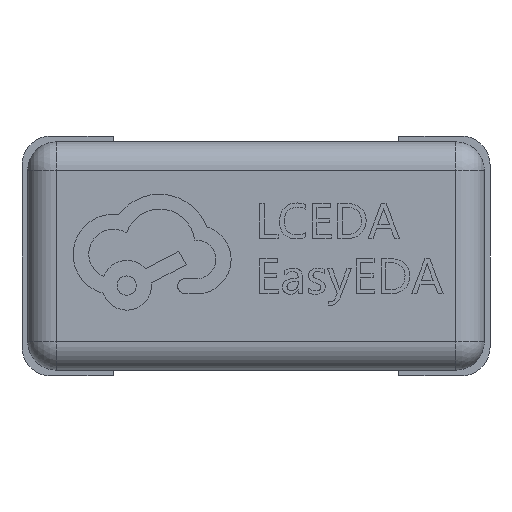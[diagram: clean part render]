
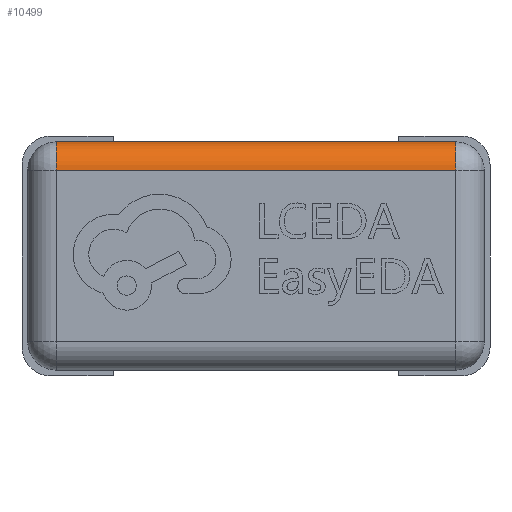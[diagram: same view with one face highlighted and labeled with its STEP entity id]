
A CAD part, left-side view. The second image highlights one B-rep face of the part: STEP entity #10499.
In plain terms, the highlighted cylindrical face has radius 0.05 mm (diameter 0.1 mm), a partial arc.
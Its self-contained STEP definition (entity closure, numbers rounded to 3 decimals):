
#60 = PLANE('',#61);
#61 = AXIS2_PLACEMENT_3D('',#62,#63,#64);
#62 = CARTESIAN_POINT('',(-0.8,-0.4,0.41)
  );
#63 = DIRECTION('',(1.,0.,0.));
#64 = DIRECTION('',(0.,1.,0.));
#1752 = EDGE_CURVE('',#1753,#1755,#1757,.T.);
#1753 = VERTEX_POINT('',#1754);
#1754 = CARTESIAN_POINT('',(-0.8,-0.35,
    0.36));
#1755 = VERTEX_POINT('',#1756);
#1756 = CARTESIAN_POINT('',(-0.8,0.35,
    0.36));
#1757 = SURFACE_CURVE('',#1758,(#1762,#1769),.PCURVE_S1.);
#1758 = LINE('',#1759,#1760);
#1759 = CARTESIAN_POINT('',(-0.8,0.4,
    0.36));
#1760 = VECTOR('',#1761,1.);
#1761 = DIRECTION('',(0.,1.,-0.));
#1762 = PCURVE('',#60,#1763);
#1763 = DEFINITIONAL_REPRESENTATION('',(#1764),#1768);
#1764 = LINE('',#1765,#1766);
#1765 = CARTESIAN_POINT('',(0.8,-0.05));
#1766 = VECTOR('',#1767,1.);
#1767 = DIRECTION('',(1.,0.));
#1768 = ( GEOMETRIC_REPRESENTATION_CONTEXT(2) 
PARAMETRIC_REPRESENTATION_CONTEXT() REPRESENTATION_CONTEXT('2D SPACE',''
  ) );
#1769 = PCURVE('',#1770,#1775);
#1770 = CYLINDRICAL_SURFACE('',#1771,0.05);
#1771 = AXIS2_PLACEMENT_3D('',#1772,#1773,#1774);
#1772 = CARTESIAN_POINT('',(-0.75,0.,
    0.36));
#1773 = DIRECTION('',(0.,1.,0.));
#1774 = DIRECTION('',(-1.,0.,0.));
#1775 = DEFINITIONAL_REPRESENTATION('',(#1776),#1780);
#1776 = LINE('',#1777,#1778);
#1777 = CARTESIAN_POINT('',(0.,0.4));
#1778 = VECTOR('',#1779,1.);
#1779 = DIRECTION('',(0.,1.));
#1780 = ( GEOMETRIC_REPRESENTATION_CONTEXT(2) 
PARAMETRIC_REPRESENTATION_CONTEXT() REPRESENTATION_CONTEXT('2D SPACE',''
  ) );
#9294 = PLANE('',#9295);
#9295 = AXIS2_PLACEMENT_3D('',#9296,#9297,#9298);
#9296 = CARTESIAN_POINT('',(0.,0.,0.41));
#9297 = DIRECTION('',(0.,0.,1.));
#9298 = DIRECTION('',(-1.,0.,0.));
#9676 = VERTEX_POINT('',#9677);
#9677 = CARTESIAN_POINT('',(-0.75,-0.35,
    0.41));
#9713 = SPHERICAL_SURFACE('',#9714,0.05);
#9714 = AXIS2_PLACEMENT_3D('',#9715,#9716,#9717);
#9715 = CARTESIAN_POINT('',(-0.75,-0.35,
    0.36));
#9716 = DIRECTION('',(0.,-1.,0.));
#9717 = DIRECTION('',(-1.,0.,0.));
#9931 = VERTEX_POINT('',#9932);
#9932 = CARTESIAN_POINT('',(-0.75,0.35,0.41
    ));
#9953 = EDGE_CURVE('',#9931,#9676,#9954,.T.);
#9954 = SURFACE_CURVE('',#9955,(#9959,#9966),.PCURVE_S1.);
#9955 = LINE('',#9956,#9957);
#9956 = CARTESIAN_POINT('',(-0.75,-0.4,
    0.41));
#9957 = VECTOR('',#9958,1.);
#9958 = DIRECTION('',(0.,-1.,0.));
#9959 = PCURVE('',#9294,#9960);
#9960 = DEFINITIONAL_REPRESENTATION('',(#9961),#9965);
#9961 = LINE('',#9962,#9963);
#9962 = CARTESIAN_POINT('',(0.75,0.4));
#9963 = VECTOR('',#9964,1.);
#9964 = DIRECTION('',(0.,1.));
#9965 = ( GEOMETRIC_REPRESENTATION_CONTEXT(2) 
PARAMETRIC_REPRESENTATION_CONTEXT() REPRESENTATION_CONTEXT('2D SPACE',''
  ) );
#9966 = PCURVE('',#1770,#9967);
#9967 = DEFINITIONAL_REPRESENTATION('',(#9968),#9972);
#9968 = LINE('',#9969,#9970);
#9969 = CARTESIAN_POINT('',(1.571,-0.4));
#9970 = VECTOR('',#9971,1.);
#9971 = DIRECTION('',(0.,-1.));
#9972 = ( GEOMETRIC_REPRESENTATION_CONTEXT(2) 
PARAMETRIC_REPRESENTATION_CONTEXT() REPRESENTATION_CONTEXT('2D SPACE',''
  ) );
#10499 = ADVANCED_FACE('',(#10500),#1770,.T.);
#10500 = FACE_BOUND('',#10501,.T.);
#10501 = EDGE_LOOP('',(#10502,#10546,#10547,#10596));
#10502 = ORIENTED_EDGE('',*,*,#10503,.F.);
#10503 = EDGE_CURVE('',#9676,#1753,#10504,.T.);
#10504 = SURFACE_CURVE('',#10505,(#10510,#10517),.PCURVE_S1.);
#10505 = CIRCLE('',#10506,0.05);
#10506 = AXIS2_PLACEMENT_3D('',#10507,#10508,#10509);
#10507 = CARTESIAN_POINT('',(-0.75,-0.35,
    0.36));
#10508 = DIRECTION('',(0.,-1.,0.));
#10509 = DIRECTION('',(0.,0.,1.));
#10510 = PCURVE('',#1770,#10511);
#10511 = DEFINITIONAL_REPRESENTATION('',(#10512),#10516);
#10512 = LINE('',#10513,#10514);
#10513 = CARTESIAN_POINT('',(1.571,-0.35));
#10514 = VECTOR('',#10515,1.);
#10515 = DIRECTION('',(-1.,0.));
#10516 = ( GEOMETRIC_REPRESENTATION_CONTEXT(2) 
PARAMETRIC_REPRESENTATION_CONTEXT() REPRESENTATION_CONTEXT('2D SPACE',''
  ) );
#10517 = PCURVE('',#9713,#10518);
#10518 = DEFINITIONAL_REPRESENTATION('',(#10519),#10545);
#10519 = B_SPLINE_CURVE_WITH_KNOTS('',3,(#10520,#10521,#10522,#10523,
    #10524,#10525,#10526,#10527,#10528,#10529,#10530,#10531,#10532,
    #10533,#10534,#10535,#10536,#10537,#10538,#10539,#10540,#10541,
    #10542,#10543,#10544),.UNSPECIFIED.,.F.,.F.,(4,1,1,1,1,1,1,1,1,1,1,1
    ,1,1,1,1,1,1,1,1,1,1,4),(0.,0.071,0.143,
    0.214,0.286,0.357,0.428,
    0.5,0.571,0.643,0.714,
    0.785,0.857,0.928,1.,
    1.071,1.142,1.214,1.285,
    1.357,1.428,1.499,1.571),
  .QUASI_UNIFORM_KNOTS.);
#10520 = CARTESIAN_POINT('',(4.712,0.));
#10521 = CARTESIAN_POINT('',(4.736,0.));
#10522 = CARTESIAN_POINT('',(4.784,0.));
#10523 = CARTESIAN_POINT('',(4.855,0.));
#10524 = CARTESIAN_POINT('',(4.927,0.));
#10525 = CARTESIAN_POINT('',(4.998,0.));
#10526 = CARTESIAN_POINT('',(5.069,0.));
#10527 = CARTESIAN_POINT('',(5.141,0.));
#10528 = CARTESIAN_POINT('',(5.212,0.));
#10529 = CARTESIAN_POINT('',(5.284,0.));
#10530 = CARTESIAN_POINT('',(5.355,0.));
#10531 = CARTESIAN_POINT('',(5.426,0.));
#10532 = CARTESIAN_POINT('',(5.498,0.));
#10533 = CARTESIAN_POINT('',(5.569,0.));
#10534 = CARTESIAN_POINT('',(5.641,0.));
#10535 = CARTESIAN_POINT('',(5.712,0.));
#10536 = CARTESIAN_POINT('',(5.783,0.));
#10537 = CARTESIAN_POINT('',(5.855,0.));
#10538 = CARTESIAN_POINT('',(5.926,0.));
#10539 = CARTESIAN_POINT('',(5.998,0.));
#10540 = CARTESIAN_POINT('',(6.069,0.));
#10541 = CARTESIAN_POINT('',(6.14,0.));
#10542 = CARTESIAN_POINT('',(6.212,0.));
#10543 = CARTESIAN_POINT('',(6.259,0.));
#10544 = CARTESIAN_POINT('',(6.283,0.));
#10545 = ( GEOMETRIC_REPRESENTATION_CONTEXT(2) 
PARAMETRIC_REPRESENTATION_CONTEXT() REPRESENTATION_CONTEXT('2D SPACE',''
  ) );
#10546 = ORIENTED_EDGE('',*,*,#9953,.F.);
#10547 = ORIENTED_EDGE('',*,*,#10548,.F.);
#10548 = EDGE_CURVE('',#1755,#9931,#10549,.T.);
#10549 = SURFACE_CURVE('',#10550,(#10555,#10562),.PCURVE_S1.);
#10550 = CIRCLE('',#10551,0.05);
#10551 = AXIS2_PLACEMENT_3D('',#10552,#10553,#10554);
#10552 = CARTESIAN_POINT('',(-0.75,0.35,
    0.36));
#10553 = DIRECTION('',(0.,1.,0.));
#10554 = DIRECTION('',(0.,0.,-1.));
#10555 = PCURVE('',#1770,#10556);
#10556 = DEFINITIONAL_REPRESENTATION('',(#10557),#10561);
#10557 = LINE('',#10558,#10559);
#10558 = CARTESIAN_POINT('',(-1.571,0.35));
#10559 = VECTOR('',#10560,1.);
#10560 = DIRECTION('',(1.,0.));
#10561 = ( GEOMETRIC_REPRESENTATION_CONTEXT(2) 
PARAMETRIC_REPRESENTATION_CONTEXT() REPRESENTATION_CONTEXT('2D SPACE',''
  ) );
#10562 = PCURVE('',#10563,#10568);
#10563 = SPHERICAL_SURFACE('',#10564,0.05);
#10564 = AXIS2_PLACEMENT_3D('',#10565,#10566,#10567);
#10565 = CARTESIAN_POINT('',(-0.75,0.35,
    0.36));
#10566 = DIRECTION('',(0.,-1.,0.));
#10567 = DIRECTION('',(-1.,0.,0.));
#10568 = DEFINITIONAL_REPRESENTATION('',(#10569),#10595);
#10569 = B_SPLINE_CURVE_WITH_KNOTS('',3,(#10570,#10571,#10572,#10573,
    #10574,#10575,#10576,#10577,#10578,#10579,#10580,#10581,#10582,
    #10583,#10584,#10585,#10586,#10587,#10588,#10589,#10590,#10591,
    #10592,#10593,#10594),.UNSPECIFIED.,.F.,.F.,(4,1,1,1,1,1,1,1,1,1,1,1
    ,1,1,1,1,1,1,1,1,1,1,4),(1.571,1.642,
    1.714,1.785,1.856,1.928,
    1.999,2.071,2.142,2.213,
    2.285,2.356,2.428,2.499,
    2.57,2.642,2.713,2.785,
    2.856,2.927,2.999,3.07,
    3.142),.QUASI_UNIFORM_KNOTS.);
#10570 = CARTESIAN_POINT('',(6.283,0.));
#10571 = CARTESIAN_POINT('',(6.259,0.));
#10572 = CARTESIAN_POINT('',(6.212,0.));
#10573 = CARTESIAN_POINT('',(6.14,0.));
#10574 = CARTESIAN_POINT('',(6.069,0.));
#10575 = CARTESIAN_POINT('',(5.998,0.));
#10576 = CARTESIAN_POINT('',(5.926,0.));
#10577 = CARTESIAN_POINT('',(5.855,0.));
#10578 = CARTESIAN_POINT('',(5.783,0.));
#10579 = CARTESIAN_POINT('',(5.712,0.));
#10580 = CARTESIAN_POINT('',(5.641,0.));
#10581 = CARTESIAN_POINT('',(5.569,0.));
#10582 = CARTESIAN_POINT('',(5.498,0.));
#10583 = CARTESIAN_POINT('',(5.426,0.));
#10584 = CARTESIAN_POINT('',(5.355,0.));
#10585 = CARTESIAN_POINT('',(5.284,0.));
#10586 = CARTESIAN_POINT('',(5.212,0.));
#10587 = CARTESIAN_POINT('',(5.141,0.));
#10588 = CARTESIAN_POINT('',(5.069,0.));
#10589 = CARTESIAN_POINT('',(4.998,0.));
#10590 = CARTESIAN_POINT('',(4.927,0.));
#10591 = CARTESIAN_POINT('',(4.855,0.));
#10592 = CARTESIAN_POINT('',(4.784,0.));
#10593 = CARTESIAN_POINT('',(4.736,0.));
#10594 = CARTESIAN_POINT('',(4.712,0.));
#10595 = ( GEOMETRIC_REPRESENTATION_CONTEXT(2) 
PARAMETRIC_REPRESENTATION_CONTEXT() REPRESENTATION_CONTEXT('2D SPACE',''
  ) );
#10596 = ORIENTED_EDGE('',*,*,#1752,.F.);
